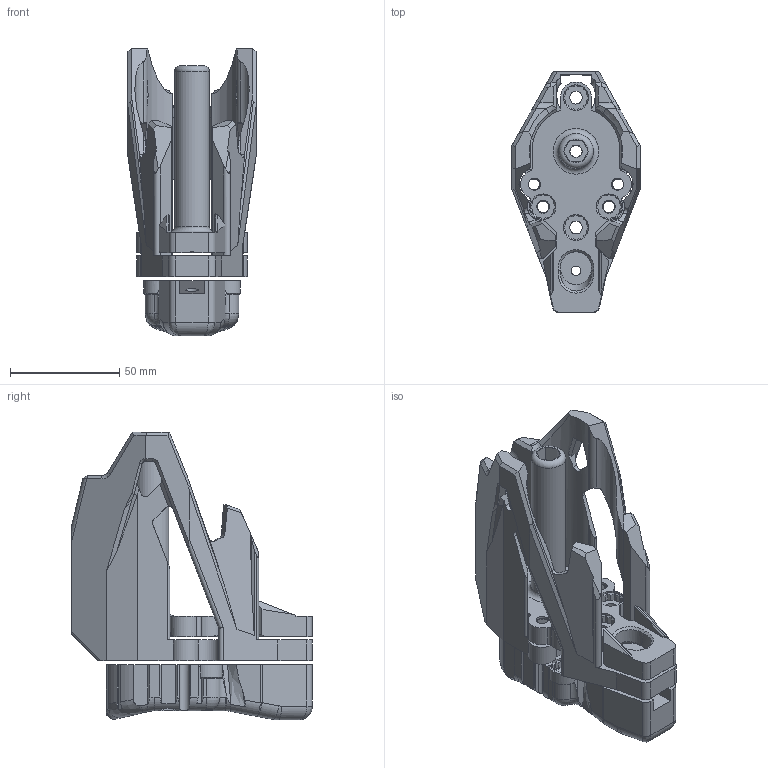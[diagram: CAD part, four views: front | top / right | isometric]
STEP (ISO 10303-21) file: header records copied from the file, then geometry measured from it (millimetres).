
FILE_DESCRIPTION(/* description */ ('Alibre Inc.'),/* implementation_level */ '2;1');
FILE_NAME(/* name */ 'export-F5DBC8A5-BAF4-4C4A-B639-4CC7B951E15B',/* time_stamp */ '2020-02-23T18:50:56-05:00',/* author */ (''),/* organization */ (''),/* preprocessor_version */ 'ST-DEVELOPER v17',/* originating_system */ 'Alibre',/* authorisation */ '');
FILE_SCHEMA (('CONFIG_CONTROL_DESIGN'));
Length unit declared in the file: centimetre
Bounding box: 58.74 x 110.33 x 131.95 mm (x, y, z)
Volume: 177127.1 mm3; surface area: 71313.8 mm2
Topology: 3 solids, 3 shells, 742 faces, 2153 edges, 1394 vertices
Faces by surface type: plane 489, cylinder 148, bspline 47, cone 46, torus 10, sphere 2
Full cylindrical faces by diameter (mm): 4.318 x3, 5.334 x2, 5.588 x10, 5.842 x4, 9.906 x3, 10.16 x1, 10.414 x1, 11.43 x1, 11.684 x6, 11.938 x2, 15.875 x1
Entity records: 27305 total; most frequent: CARTESIAN_POINT 9346, ORIENTED_EDGE 4108, DIRECTION 2867, EDGE_CURVE 2054, VERTEX_POINT 1363, VECTOR 1186, LINE 1186, AXIS2_PLACEMENT_3D 1065
